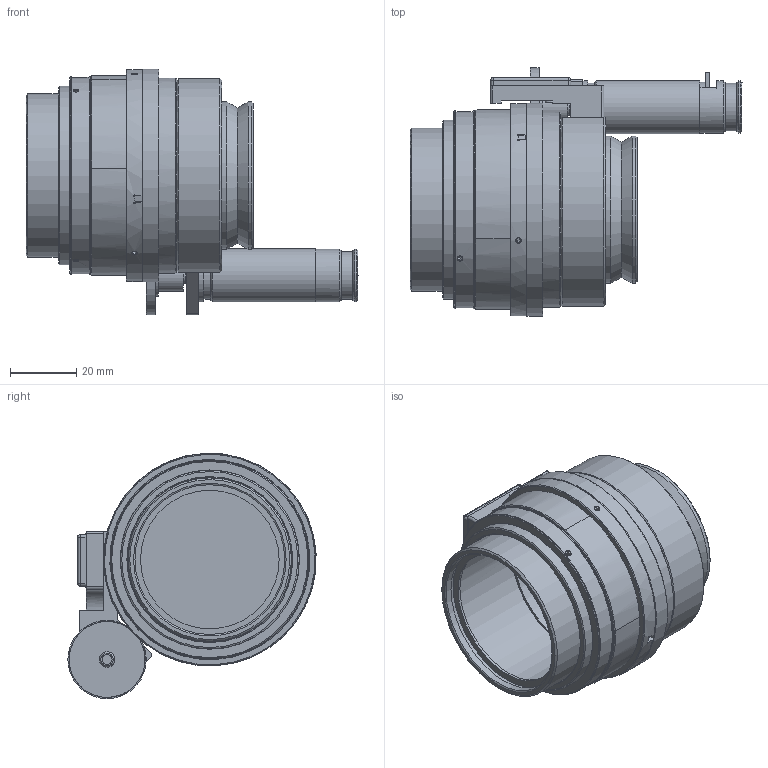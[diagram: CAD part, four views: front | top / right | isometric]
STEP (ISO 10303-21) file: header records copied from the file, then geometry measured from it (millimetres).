
FILE_DESCRIPTION(/* description */ (''),/* implementation_level */ '2;1');
FILE_NAME(/* name */ '81204M2_0.stp',/* time_stamp */ '2019-01-02T08:54:13-05:00',/* author */ ('BONAFEDE'),/* organization */ ('NAVITAR'),/* preprocessor_version */ 'ST-DEVELOPER v17',/* originating_system */ 'Autodesk Inventor 2019',/* authorisation */ '');
FILE_SCHEMA (('AUTOMOTIVE_DESIGN { 1 0 10303 214 3 1 1 }'));
Length unit declared in the file: inch
Products named in the file (1): Part1
Bounding box: 100.14 x 74.87 x 74.03 mm (x, y, z)
Volume: 74775.3 mm3; surface area: 67241.6 mm2
Topology: 3 solids, 20 shells, 965 faces, 2545 edges, 1714 vertices
Faces by surface type: plane 597, cylinder 195, bspline 92, cone 73, sphere 7, torus 1
Full cylindrical faces by diameter (mm): 0.35 x5, 1.016 x4, 1.146 x3, 1.702 x17, 1.854 x4, 1.93 x4, 2 x2, 2.184 x3, 2.375 x1, 2.438 x2, 2.464 x2, 2.489 x2, 2.845 x1, 2.997 x1, 3 x3, 3.404 x2, 3.556 x3, 3.785 x1, 3.8 x2, 4.267 x2, 4.75 x1, 4.757 x1, 6.35 x1, 9.525 x1, 11.1 x1, 12.7 x1, 14.351 x1, 14.503 x1, 14.986 x1, 15.875 x2
Entity records: 32922 total; most frequent: CARTESIAN_POINT 7838, ORIENTED_EDGE 5080, DIRECTION 4674, EDGE_CURVE 2543, VERTEX_POINT 1714, LINE 1634, VECTOR 1634, AXIS2_PLACEMENT_3D 1520
